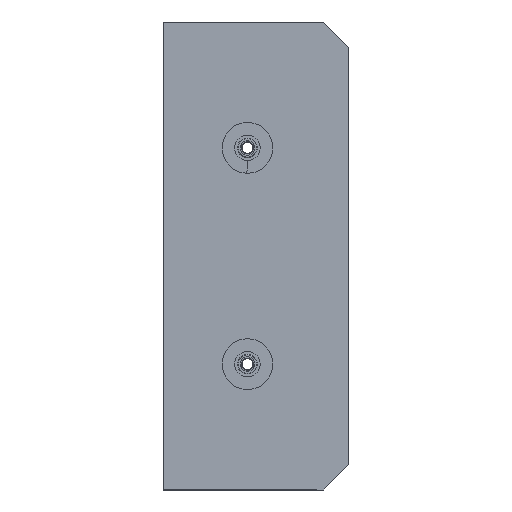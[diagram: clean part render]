
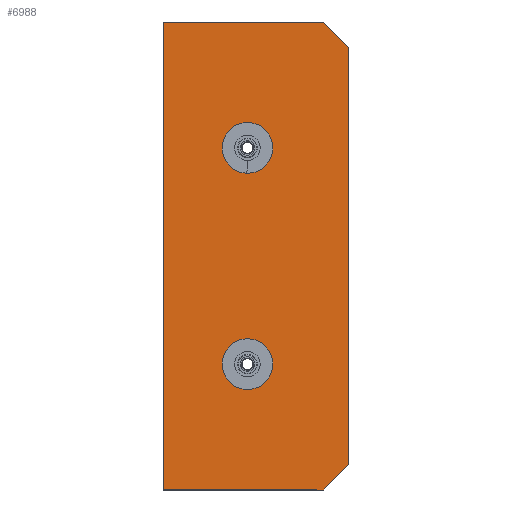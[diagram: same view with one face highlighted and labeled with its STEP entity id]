
A CAD part, left-side view. The second image highlights one B-rep face of the part: STEP entity #6988.
In plain terms, the highlighted planar face has unit normal (-1, 0, 0).
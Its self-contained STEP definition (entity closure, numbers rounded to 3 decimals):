
#131 = DIRECTION ( 'NONE',  ( 0., 0., 1. ) ) ;
#202 = DIRECTION ( 'NONE',  ( 0., 0., 1. ) ) ;
#392 = ORIENTED_EDGE ( 'NONE', *, *, #4417, .F. ) ;
#545 = VERTEX_POINT ( 'NONE', #22108 ) ;
#681 = ORIENTED_EDGE ( 'NONE', *, *, #22089, .F. ) ;
#913 = VECTOR ( 'NONE', #7068, 1000. ) ;
#1378 = EDGE_CURVE ( 'NONE', #545, #6819, #22625, .T. ) ;
#1649 = AXIS2_PLACEMENT_3D ( 'NONE', #10366, #6069, #131 ) ;
#1951 = CARTESIAN_POINT ( 'NONE',  ( -128.5, 29.3, 36.9 ) ) ;
#2087 = CIRCLE ( 'NONE', #19632, 4. ) ;
#2224 = ORIENTED_EDGE ( 'NONE', *, *, #24485, .F. ) ;
#2237 = LINE ( 'NONE', #2274, #11763 ) ;
#2245 = DIRECTION ( 'NONE',  ( 0., -0.707, -0.707 ) ) ;
#2274 = CARTESIAN_POINT ( 'NONE',  ( -128.5, 29.3, 29.9 ) ) ;
#3062 = ORIENTED_EDGE ( 'NONE', *, *, #1378, .F. ) ;
#3206 = VERTEX_POINT ( 'NONE', #26283 ) ;
#3218 = VECTOR ( 'NONE', #10203, 1000. ) ;
#3794 = CARTESIAN_POINT ( 'NONE',  ( -128.5, 16., 17.05 ) ) ;
#4016 = AXIS2_PLACEMENT_3D ( 'NONE', #7885, #9983, #12086 ) ;
#4081 = CARTESIAN_POINT ( 'NONE',  ( -128.5, 0., -32.9 ) ) ;
#4186 = VECTOR ( 'NONE', #11958, 1000. ) ;
#4372 = FACE_OUTER_BOUND ( 'NONE', #23352, .T. ) ;
#4417 = EDGE_CURVE ( 'NONE', #6819, #4907, #22501, .T. ) ;
#4526 = CARTESIAN_POINT ( 'NONE',  ( -128.5, 16., -21.05 ) ) ;
#4556 = DIRECTION ( 'NONE',  ( 0., -1., 0. ) ) ;
#4787 = ORIENTED_EDGE ( 'NONE', *, *, #13428, .F. ) ;
#4907 = VERTEX_POINT ( 'NONE', #18000 ) ;
#5115 = PLANE ( 'NONE',  #8712 ) ;
#5316 = DIRECTION ( 'NONE',  ( 0., 0., 1. ) ) ;
#6069 = DIRECTION ( 'NONE',  ( -1., 0., 0. ) ) ;
#6344 = FACE_BOUND ( 'NONE', #23088, .T. ) ;
#6438 = VECTOR ( 'NONE', #4556, 1000. ) ;
#6819 = VERTEX_POINT ( 'NONE', #16577 ) ;
#6832 = LINE ( 'NONE', #4081, #3218 ) ;
#6988 = ADVANCED_FACE ( 'NONE', ( #13522, #6344, #4372 ), #5115, .F. ) ;
#7068 = DIRECTION ( 'NONE',  ( 0., 1., 0. ) ) ;
#7096 = ORIENTED_EDGE ( 'NONE', *, *, #21756, .F. ) ;
#7814 = DIRECTION ( 'NONE',  ( 0., 0., 1. ) ) ;
#7885 = CARTESIAN_POINT ( 'NONE',  ( -128.5, 16., -17.05 ) ) ;
#8071 = CARTESIAN_POINT ( 'NONE',  ( -128.5, 29.3, -36.9 ) ) ;
#8712 = AXIS2_PLACEMENT_3D ( 'NONE', #26027, #19738, #9116 ) ;
#9116 = DIRECTION ( 'NONE',  ( 0., 0., -1. ) ) ;
#9682 = CARTESIAN_POINT ( 'NONE',  ( -128.5, 0., 32.9 ) ) ;
#9983 = DIRECTION ( 'NONE',  ( -1., 0., 0. ) ) ;
#10203 = DIRECTION ( 'NONE',  ( 0., 0.707, -0.707 ) ) ;
#10364 = ORIENTED_EDGE ( 'NONE', *, *, #24759, .F. ) ;
#10366 = CARTESIAN_POINT ( 'NONE',  ( -128.5, 16., 17.05 ) ) ;
#10510 = CARTESIAN_POINT ( 'NONE',  ( -128.5, 4., 36.9 ) ) ;
#11256 = CARTESIAN_POINT ( 'NONE',  ( -128.5, 16., -17.05 ) ) ;
#11282 = VERTEX_POINT ( 'NONE', #19381 ) ;
#11566 = VERTEX_POINT ( 'NONE', #18334 ) ;
#11712 = ORIENTED_EDGE ( 'NONE', *, *, #21274, .F. ) ;
#11763 = VECTOR ( 'NONE', #202, 1000. ) ;
#11958 = DIRECTION ( 'NONE',  ( 0., 0., -1. ) ) ;
#12086 = DIRECTION ( 'NONE',  ( 0., 0., 1. ) ) ;
#12297 = AXIS2_PLACEMENT_3D ( 'NONE', #3794, #16435, #7814 ) ;
#13055 = CARTESIAN_POINT ( 'NONE',  ( -128.5, 4., 36.9 ) ) ;
#13428 = EDGE_CURVE ( 'NONE', #11566, #3206, #20621, .T. ) ;
#13520 = VERTEX_POINT ( 'NONE', #8071 ) ;
#13522 = FACE_BOUND ( 'NONE', #23910, .T. ) ;
#15620 = ORIENTED_EDGE ( 'NONE', *, *, #23119, .F. ) ;
#16160 = CARTESIAN_POINT ( 'NONE',  ( -128.5, 16., -13.05 ) ) ;
#16338 = CIRCLE ( 'NONE', #12297, 4. ) ;
#16435 = DIRECTION ( 'NONE',  ( -1., 0., 0. ) ) ;
#16577 = CARTESIAN_POINT ( 'NONE',  ( -128.5, 0., 32.9 ) ) ;
#18000 = CARTESIAN_POINT ( 'NONE',  ( -128.5, 0., -32.9 ) ) ;
#18283 = LINE ( 'NONE', #25812, #913 ) ;
#18334 = CARTESIAN_POINT ( 'NONE',  ( -128.5, 16., 21.05 ) ) ;
#18886 = LINE ( 'NONE', #13055, #6438 ) ;
#19381 = CARTESIAN_POINT ( 'NONE',  ( -128.5, 4., -36.9 ) ) ;
#19632 = AXIS2_PLACEMENT_3D ( 'NONE', #11256, #21496, #5316 ) ;
#19738 = DIRECTION ( 'NONE',  ( 1., 0., 0. ) ) ;
#20560 = VERTEX_POINT ( 'NONE', #1951 ) ;
#20621 = CIRCLE ( 'NONE', #1649, 4. ) ;
#21274 = EDGE_CURVE ( 'NONE', #13520, #20560, #2237, .T. ) ;
#21496 = DIRECTION ( 'NONE',  ( -1., 0., 0. ) ) ;
#21756 = EDGE_CURVE ( 'NONE', #4907, #11282, #6832, .T. ) ;
#22089 = EDGE_CURVE ( 'NONE', #11282, #13520, #18283, .T. ) ;
#22108 = CARTESIAN_POINT ( 'NONE',  ( -128.5, 4., 36.9 ) ) ;
#22501 = LINE ( 'NONE', #9682, #4186 ) ;
#22519 = EDGE_CURVE ( 'NONE', #24858, #25061, #24461, .T. ) ;
#22625 = LINE ( 'NONE', #10510, #25239 ) ;
#23088 = EDGE_LOOP ( 'NONE', ( #4787, #10364 ) ) ;
#23119 = EDGE_CURVE ( 'NONE', #20560, #545, #18886, .T. ) ;
#23352 = EDGE_LOOP ( 'NONE', ( #3062, #15620, #11712, #681, #7096, #392 ) ) ;
#23910 = EDGE_LOOP ( 'NONE', ( #24674, #2224 ) ) ;
#24461 = CIRCLE ( 'NONE', #4016, 4. ) ;
#24485 = EDGE_CURVE ( 'NONE', #25061, #24858, #2087, .T. ) ;
#24674 = ORIENTED_EDGE ( 'NONE', *, *, #22519, .F. ) ;
#24759 = EDGE_CURVE ( 'NONE', #3206, #11566, #16338, .T. ) ;
#24858 = VERTEX_POINT ( 'NONE', #16160 ) ;
#25061 = VERTEX_POINT ( 'NONE', #4526 ) ;
#25239 = VECTOR ( 'NONE', #2245, 1000. ) ;
#25812 = CARTESIAN_POINT ( 'NONE',  ( -128.5, 4., -36.9 ) ) ;
#26027 = CARTESIAN_POINT ( 'NONE',  ( -128.5, 17.3, -23.114 ) ) ;
#26283 = CARTESIAN_POINT ( 'NONE',  ( -128.5, 16., 13.05 ) ) ;
